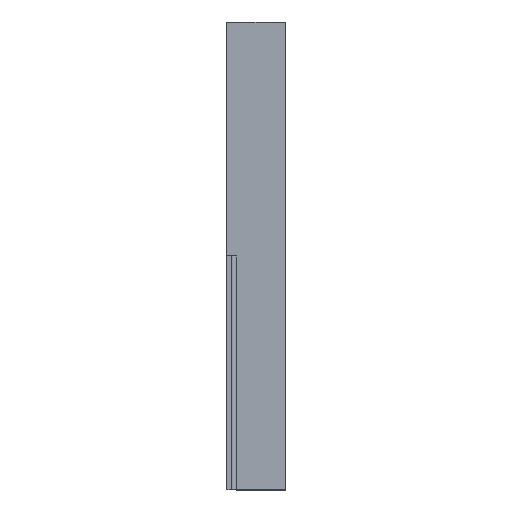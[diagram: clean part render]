
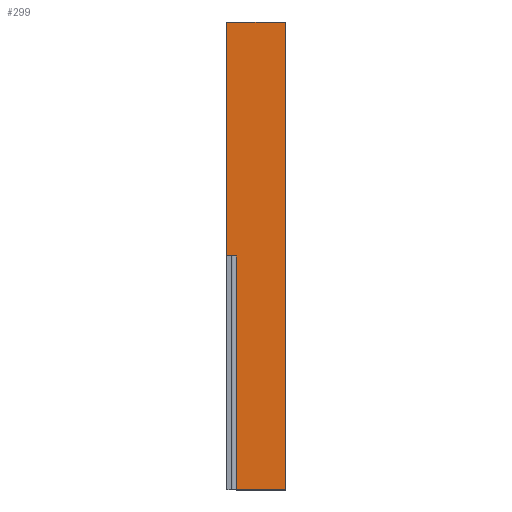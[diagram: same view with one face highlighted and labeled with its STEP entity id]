
A CAD part, top view. The second image highlights one B-rep face of the part: STEP entity #299.
In plain terms, the highlighted planar face has unit normal (0, 0, 1).
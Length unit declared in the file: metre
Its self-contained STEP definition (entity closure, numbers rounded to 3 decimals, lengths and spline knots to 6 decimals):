
#46=ORIENTED_EDGE('',*,*,#118,.F.);
#47=ORIENTED_EDGE('',*,*,#119,.T.);
#48=ORIENTED_EDGE('',*,*,#120,.F.);
#49=ORIENTED_EDGE('',*,*,#121,.T.);
#50=ORIENTED_EDGE('',*,*,#122,.T.);
#51=ORIENTED_EDGE('',*,*,#123,.F.);
#52=ORIENTED_EDGE('',*,*,#124,.F.);
#53=ORIENTED_EDGE('',*,*,#125,.F.);
#118=EDGE_CURVE('',#154,#155,#182,.T.);
#119=EDGE_CURVE('',#154,#156,#183,.T.);
#120=EDGE_CURVE('',#157,#156,#184,.T.);
#121=EDGE_CURVE('',#157,#158,#185,.F.);
#122=EDGE_CURVE('',#158,#159,#186,.F.);
#123=EDGE_CURVE('',#160,#159,#187,.F.);
#124=EDGE_CURVE('',#161,#160,#188,.F.);
#125=EDGE_CURVE('',#155,#161,#189,.T.);
#154=VERTEX_POINT('',#457);
#155=VERTEX_POINT('',#458);
#156=VERTEX_POINT('',#460);
#157=VERTEX_POINT('',#462);
#158=VERTEX_POINT('',#464);
#159=VERTEX_POINT('',#466);
#160=VERTEX_POINT('',#468);
#161=VERTEX_POINT('',#470);
#182=LINE('',#456,#218);
#183=LINE('',#459,#219);
#184=LINE('',#461,#220);
#185=LINE('',#463,#221);
#186=LINE('',#465,#222);
#187=LINE('',#467,#223);
#188=LINE('',#469,#224);
#189=LINE('',#471,#225);
#218=VECTOR('',#373,1.);
#219=VECTOR('',#374,1.);
#220=VECTOR('',#375,1.);
#221=VECTOR('',#376,1.);
#222=VECTOR('',#377,1.);
#223=VECTOR('',#378,1.);
#224=VECTOR('',#379,1.);
#225=VECTOR('',#380,1.);
#247=EDGE_LOOP('',(#46,#47,#48,#49,#50,#51,#52,#53));
#265=FACE_BOUND('',#247,.T.);
#283=PLANE('',#330);
#299=ADVANCED_FACE('',(#265),#283,.F.);
#330=AXIS2_PLACEMENT_3D('',#455,#371,#372);
#371=DIRECTION('',(0.,0.,-1.));
#372=DIRECTION('',(-1.,0.,0.));
#373=DIRECTION('',(-1.,0.,0.));
#374=DIRECTION('',(0.,-1.,0.));
#375=DIRECTION('',(1.,0.,0.));
#376=DIRECTION('',(0.,1.,0.));
#377=DIRECTION('',(-1.,0.,0.));
#378=DIRECTION('',(0.,1.,0.));
#379=DIRECTION('',(-1.,0.,0.));
#380=DIRECTION('',(0.,1.,0.));
#455=CARTESIAN_POINT('',(0.028214,0.,0.004));
#456=CARTESIAN_POINT('',(0.028214,-0.19944,0.004));
#457=CARTESIAN_POINT('',(0.00828,-0.19944,0.004));
#458=CARTESIAN_POINT('',(0.,-0.19944,0.004));
#459=CARTESIAN_POINT('',(0.00828,-0.19972,0.004));
#460=CARTESIAN_POINT('',(0.00828,-0.2,0.004));
#461=CARTESIAN_POINT('',(0.002119,-0.2,0.004));
#462=CARTESIAN_POINT('',(0.008,-0.2,0.004));
#463=CARTESIAN_POINT('',(0.008,0.,0.004));
#464=CARTESIAN_POINT('',(0.008,-0.4,0.004));
#465=CARTESIAN_POINT('',(0.028214,-0.4,0.004));
#466=CARTESIAN_POINT('',(0.05,-0.4,0.004));
#467=CARTESIAN_POINT('',(0.05,0.,0.004));
#468=CARTESIAN_POINT('',(0.05,0.,0.004));
#469=CARTESIAN_POINT('',(0.028214,0.,0.004));
#470=CARTESIAN_POINT('',(0.,0.,0.004));
#471=CARTESIAN_POINT('',(0.,0.,0.004));
